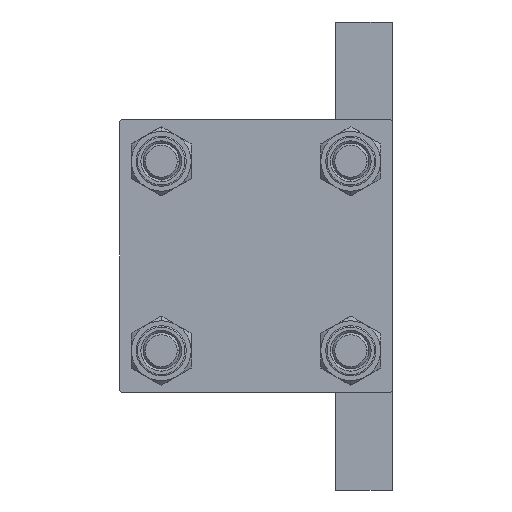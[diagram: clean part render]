
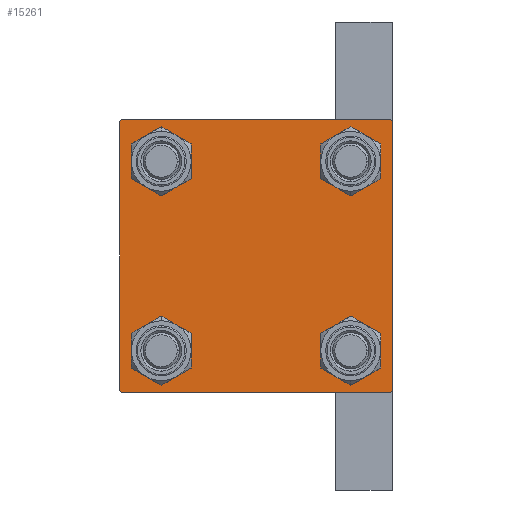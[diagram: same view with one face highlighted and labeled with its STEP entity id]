
A CAD part, left-side view. The second image highlights one B-rep face of the part: STEP entity #15261.
In plain terms, the highlighted planar face has unit normal (-1, 0, 0).
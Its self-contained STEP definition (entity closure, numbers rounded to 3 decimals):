
#468 = CARTESIAN_POINT ( 'NONE',  ( 0., -20.85, 20.85 ) ) ;
#754 = AXIS2_PLACEMENT_3D ( 'NONE', #2910, #37339, #3150 ) ;
#784 = CARTESIAN_POINT ( 'NONE',  ( 0., 20.85, -20.85 ) ) ;
#844 = VECTOR ( 'NONE', #33067, 1000. ) ;
#1226 = VECTOR ( 'NONE', #22441, 1000. ) ;
#1563 = VECTOR ( 'NONE', #17802, 1000. ) ;
#2175 = VERTEX_POINT ( 'NONE', #14991 ) ;
#2288 = DIRECTION ( 'NONE',  ( 0., 0., -1. ) ) ;
#2554 = EDGE_CURVE ( 'NONE', #13184, #40511, #45922, .T. ) ;
#2595 = CARTESIAN_POINT ( 'NONE',  ( 0., 30., 29.5 ) ) ;
#2773 = FACE_BOUND ( 'NONE', #40137, .T. ) ;
#2910 = CARTESIAN_POINT ( 'NONE',  ( 0., -20.85, 20.85 ) ) ;
#3150 = DIRECTION ( 'NONE',  ( 0., 0., 1. ) ) ;
#3586 = CARTESIAN_POINT ( 'NONE',  ( 0., -30., -29.5 ) ) ;
#3799 = CARTESIAN_POINT ( 'NONE',  ( 0., -20.85, -20.85 ) ) ;
#3887 = VECTOR ( 'NONE', #19846, 1000. ) ;
#4296 = DIRECTION ( 'NONE',  ( 1., 0., 0. ) ) ;
#4612 = ORIENTED_EDGE ( 'NONE', *, *, #16241, .T. ) ;
#4803 = VECTOR ( 'NONE', #20886, 1000. ) ;
#5316 = CARTESIAN_POINT ( 'NONE',  ( 0., -30., 30. ) ) ;
#5670 = LINE ( 'NONE', #33105, #4803 ) ;
#5932 = LINE ( 'NONE', #32643, #49347 ) ;
#7351 = ORIENTED_EDGE ( 'NONE', *, *, #17021, .T. ) ;
#7778 = ORIENTED_EDGE ( 'NONE', *, *, #34432, .T. ) ;
#7983 = VERTEX_POINT ( 'NONE', #32470 ) ;
#10019 = DIRECTION ( 'NONE',  ( 0., 0., 1. ) ) ;
#10030 = EDGE_LOOP ( 'NONE', ( #15406, #40850, #19275, #43616, #28311, #33752, #48962, #20501 ) ) ;
#10280 = CARTESIAN_POINT ( 'NONE',  ( 0., -29.5, 30. ) ) ;
#10727 = CIRCLE ( 'NONE', #29069, 4.5 ) ;
#10738 = DIRECTION ( 'NONE',  ( -1., 0., 0. ) ) ;
#11465 = EDGE_LOOP ( 'NONE', ( #7351, #39451 ) ) ;
#11637 = VECTOR ( 'NONE', #44949, 1000. ) ;
#11934 = CARTESIAN_POINT ( 'NONE',  ( 0., -30., 29.5 ) ) ;
#12641 = VERTEX_POINT ( 'NONE', #11934 ) ;
#12843 = VERTEX_POINT ( 'NONE', #19539 ) ;
#12998 = VERTEX_POINT ( 'NONE', #47728 ) ;
#13132 = AXIS2_PLACEMENT_3D ( 'NONE', #3799, #41732, #15775 ) ;
#13158 = CARTESIAN_POINT ( 'NONE',  ( 0., 20.85, -25.35 ) ) ;
#13184 = VERTEX_POINT ( 'NONE', #24243 ) ;
#14195 = ORIENTED_EDGE ( 'NONE', *, *, #27422, .T. ) ;
#14233 = FACE_BOUND ( 'NONE', #11465, .T. ) ;
#14237 = DIRECTION ( 'NONE',  ( 0., 0., 1. ) ) ;
#14245 = CIRCLE ( 'NONE', #38166, 4.5 ) ;
#14280 = CIRCLE ( 'NONE', #754, 4.5 ) ;
#14582 = VERTEX_POINT ( 'NONE', #31721 ) ;
#14689 = VERTEX_POINT ( 'NONE', #29174 ) ;
#14745 = VERTEX_POINT ( 'NONE', #34635 ) ;
#14991 = CARTESIAN_POINT ( 'NONE',  ( 0., 30., -29.5 ) ) ;
#15017 = CARTESIAN_POINT ( 'NONE',  ( 0., 30., -30. ) ) ;
#15094 = AXIS2_PLACEMENT_3D ( 'NONE', #33158, #17915, #44875 ) ;
#15261 = ADVANCED_FACE ( 'NONE', ( #2773, #48931, #17993, #14233, #21983 ), #29491, .T. ) ;
#15406 = ORIENTED_EDGE ( 'NONE', *, *, #40634, .T. ) ;
#15762 = DIRECTION ( 'NONE',  ( 0., 0., 1. ) ) ;
#15775 = DIRECTION ( 'NONE',  ( 0., 0., 1. ) ) ;
#15862 = EDGE_CURVE ( 'NONE', #12843, #14745, #10727, .T. ) ;
#16074 = EDGE_CURVE ( 'NONE', #47692, #14689, #35460, .T. ) ;
#16241 = EDGE_CURVE ( 'NONE', #14745, #12843, #17895, .T. ) ;
#16545 = CARTESIAN_POINT ( 'NONE',  ( 0., 29.5, -30. ) ) ;
#17021 = EDGE_CURVE ( 'NONE', #18379, #12998, #19548, .T. ) ;
#17753 = CARTESIAN_POINT ( 'NONE',  ( 0., 20.85, -20.85 ) ) ;
#17802 = DIRECTION ( 'NONE',  ( 0., -1., 0. ) ) ;
#17895 = CIRCLE ( 'NONE', #13132, 4.5 ) ;
#17915 = DIRECTION ( 'NONE',  ( 1., 0., 0. ) ) ;
#17993 = FACE_BOUND ( 'NONE', #44446, .T. ) ;
#18290 = CARTESIAN_POINT ( 'NONE',  ( 0., -20.85, 16.35 ) ) ;
#18379 = VERTEX_POINT ( 'NONE', #20001 ) ;
#18941 = EDGE_CURVE ( 'NONE', #12641, #23218, #47249, .T. ) ;
#19169 = EDGE_CURVE ( 'NONE', #14582, #23218, #30224, .T. ) ;
#19275 = ORIENTED_EDGE ( 'NONE', *, *, #47155, .T. ) ;
#19539 = CARTESIAN_POINT ( 'NONE',  ( 0., -20.85, -16.35 ) ) ;
#19548 = CIRCLE ( 'NONE', #22706, 4.5 ) ;
#19846 = DIRECTION ( 'NONE',  ( 0., -0.707, -0.707 ) ) ;
#20001 = CARTESIAN_POINT ( 'NONE',  ( 0., 20.85, 25.35 ) ) ;
#20501 = ORIENTED_EDGE ( 'NONE', *, *, #48919, .T. ) ;
#20886 = DIRECTION ( 'NONE',  ( 0., 0.707, 0.707 ) ) ;
#21983 = FACE_OUTER_BOUND ( 'NONE', #10030, .T. ) ;
#21993 = CARTESIAN_POINT ( 'NONE',  ( 0., -29.75, -29.75 ) ) ;
#22441 = DIRECTION ( 'NONE',  ( 0., -1., 0. ) ) ;
#22706 = AXIS2_PLACEMENT_3D ( 'NONE', #31360, #46832, #24118 ) ;
#23110 = CIRCLE ( 'NONE', #15094, 4.5 ) ;
#23218 = VERTEX_POINT ( 'NONE', #3586 ) ;
#24118 = DIRECTION ( 'NONE',  ( 0., 0., 1. ) ) ;
#24243 = CARTESIAN_POINT ( 'NONE',  ( 0., 29.5, 30. ) ) ;
#26570 = ORIENTED_EDGE ( 'NONE', *, *, #30056, .T. ) ;
#26748 = AXIS2_PLACEMENT_3D ( 'NONE', #32992, #10738, #10019 ) ;
#26853 = CARTESIAN_POINT ( 'NONE',  ( 0., -20.85, -20.85 ) ) ;
#27422 = EDGE_CURVE ( 'NONE', #7983, #47122, #14280, .T. ) ;
#28311 = ORIENTED_EDGE ( 'NONE', *, *, #18941, .F. ) ;
#29069 = AXIS2_PLACEMENT_3D ( 'NONE', #26853, #33838, #45828 ) ;
#29174 = CARTESIAN_POINT ( 'NONE',  ( 0., 20.85, -16.35 ) ) ;
#29491 = PLANE ( 'NONE',  #26748 ) ;
#29772 = EDGE_CURVE ( 'NONE', #2175, #42739, #41555, .T. ) ;
#30056 = EDGE_CURVE ( 'NONE', #14689, #47692, #14245, .T. ) ;
#30224 = LINE ( 'NONE', #21993, #11637 ) ;
#30701 = DIRECTION ( 'NONE',  ( 0., 0., 1. ) ) ;
#31360 = CARTESIAN_POINT ( 'NONE',  ( 0., 20.85, 20.85 ) ) ;
#31369 = EDGE_CURVE ( 'NONE', #12998, #18379, #23110, .T. ) ;
#31542 = EDGE_CURVE ( 'NONE', #12641, #40511, #5670, .T. ) ;
#31721 = CARTESIAN_POINT ( 'NONE',  ( 0., -29.5, -30. ) ) ;
#32470 = CARTESIAN_POINT ( 'NONE',  ( 0., -20.85, 25.35 ) ) ;
#32643 = CARTESIAN_POINT ( 'NONE',  ( 0., 30., 30. ) ) ;
#32992 = CARTESIAN_POINT ( 'NONE',  ( 0., 0., 0. ) ) ;
#33067 = DIRECTION ( 'NONE',  ( 0., 0.707, -0.707 ) ) ;
#33105 = CARTESIAN_POINT ( 'NONE',  ( 0., -29.75, 29.75 ) ) ;
#33158 = CARTESIAN_POINT ( 'NONE',  ( 0., 20.85, 20.85 ) ) ;
#33752 = ORIENTED_EDGE ( 'NONE', *, *, #31542, .T. ) ;
#33838 = DIRECTION ( 'NONE',  ( 1., 0., 0. ) ) ;
#34432 = EDGE_CURVE ( 'NONE', #47122, #7983, #45103, .T. ) ;
#34635 = CARTESIAN_POINT ( 'NONE',  ( 0., -20.85, -25.35 ) ) ;
#34751 = AXIS2_PLACEMENT_3D ( 'NONE', #468, #46191, #30701 ) ;
#35460 = CIRCLE ( 'NONE', #46621, 4.5 ) ;
#37339 = DIRECTION ( 'NONE',  ( 1., 0., 0. ) ) ;
#37914 = VECTOR ( 'NONE', #2288, 1000. ) ;
#38166 = AXIS2_PLACEMENT_3D ( 'NONE', #17753, #47971, #14237 ) ;
#38812 = CARTESIAN_POINT ( 'NONE',  ( 0., 29.75, -29.75 ) ) ;
#39451 = ORIENTED_EDGE ( 'NONE', *, *, #31369, .T. ) ;
#39816 = LINE ( 'NONE', #40543, #844 ) ;
#40124 = DIRECTION ( 'NONE',  ( 0., 0., -1. ) ) ;
#40137 = EDGE_LOOP ( 'NONE', ( #14195, #7778 ) ) ;
#40511 = VERTEX_POINT ( 'NONE', #10280 ) ;
#40543 = CARTESIAN_POINT ( 'NONE',  ( 0., 29.75, 29.75 ) ) ;
#40634 = EDGE_CURVE ( 'NONE', #47984, #2175, #5932, .T. ) ;
#40850 = ORIENTED_EDGE ( 'NONE', *, *, #29772, .T. ) ;
#41161 = CARTESIAN_POINT ( 'NONE',  ( 0., 30., 30. ) ) ;
#41555 = LINE ( 'NONE', #38812, #3887 ) ;
#41732 = DIRECTION ( 'NONE',  ( 1., 0., 0. ) ) ;
#42739 = VERTEX_POINT ( 'NONE', #16545 ) ;
#43616 = ORIENTED_EDGE ( 'NONE', *, *, #19169, .T. ) ;
#44446 = EDGE_LOOP ( 'NONE', ( #26570, #49383 ) ) ;
#44875 = DIRECTION ( 'NONE',  ( 0., 0., 1. ) ) ;
#44949 = DIRECTION ( 'NONE',  ( 0., -0.707, 0.707 ) ) ;
#45103 = CIRCLE ( 'NONE', #34751, 4.5 ) ;
#45416 = EDGE_LOOP ( 'NONE', ( #49393, #4612 ) ) ;
#45828 = DIRECTION ( 'NONE',  ( 0., 0., 1. ) ) ;
#45922 = LINE ( 'NONE', #41161, #1226 ) ;
#46191 = DIRECTION ( 'NONE',  ( 1., 0., 0. ) ) ;
#46621 = AXIS2_PLACEMENT_3D ( 'NONE', #784, #4296, #15762 ) ;
#46832 = DIRECTION ( 'NONE',  ( 1., 0., 0. ) ) ;
#47122 = VERTEX_POINT ( 'NONE', #18290 ) ;
#47155 = EDGE_CURVE ( 'NONE', #42739, #14582, #48987, .T. ) ;
#47249 = LINE ( 'NONE', #5316, #37914 ) ;
#47692 = VERTEX_POINT ( 'NONE', #13158 ) ;
#47728 = CARTESIAN_POINT ( 'NONE',  ( 0., 20.85, 16.35 ) ) ;
#47971 = DIRECTION ( 'NONE',  ( 1., 0., 0. ) ) ;
#47984 = VERTEX_POINT ( 'NONE', #2595 ) ;
#48919 = EDGE_CURVE ( 'NONE', #13184, #47984, #39816, .T. ) ;
#48931 = FACE_BOUND ( 'NONE', #45416, .T. ) ;
#48962 = ORIENTED_EDGE ( 'NONE', *, *, #2554, .F. ) ;
#48987 = LINE ( 'NONE', #15017, #1563 ) ;
#49347 = VECTOR ( 'NONE', #40124, 1000. ) ;
#49383 = ORIENTED_EDGE ( 'NONE', *, *, #16074, .T. ) ;
#49393 = ORIENTED_EDGE ( 'NONE', *, *, #15862, .T. ) ;
